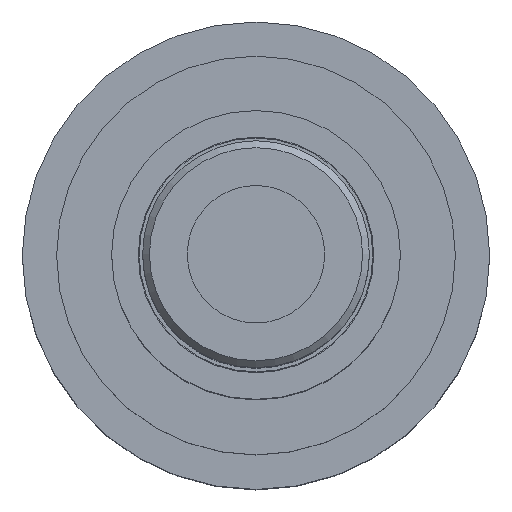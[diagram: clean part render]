
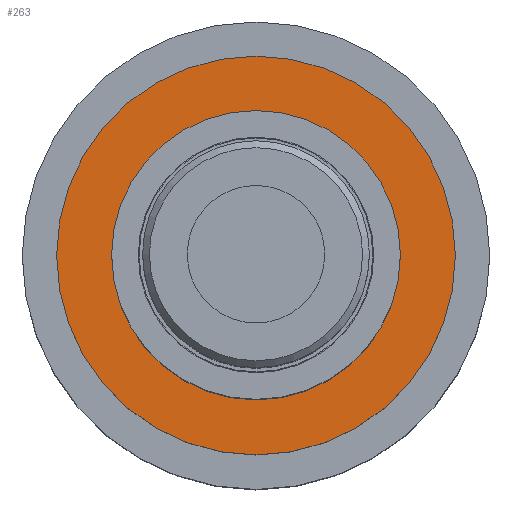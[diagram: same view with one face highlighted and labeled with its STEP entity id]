
A CAD part, top view. The second image highlights one B-rep face of the part: STEP entity #263.
In plain terms, the highlighted planar face has unit normal (0, 0, 1).
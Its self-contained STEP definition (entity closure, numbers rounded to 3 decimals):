
#229=CARTESIAN_POINT('',(0.,-14.5,60.5));
#230=VERTEX_POINT('',#229);
#231=CARTESIAN_POINT('',(0.,0.,60.5));
#232=DIRECTION('',(0.0,0.0,-1.0));
#233=DIRECTION('',(0.0,-1.0,0.0));
#234=AXIS2_PLACEMENT_3D('',#231,#232,#233);
#235=CIRCLE('',#234,14.5);
#236=EDGE_CURVE('',#230,#230,#235,.T.);
#244=CARTESIAN_POINT('',(0.,-12.5,60.5));
#245=DIRECTION('',(0.0,0.0,-1.0));
#246=DIRECTION('',(-1.0,0.0,0.0));
#247=AXIS2_PLACEMENT_3D('',#244,#245,#246);
#248=PLANE('',#247);
#249=ORIENTED_EDGE('',*,*,#236,.F.);
#250=EDGE_LOOP('',(#249));
#251=FACE_OUTER_BOUND('',#250,.T.);
#252=CARTESIAN_POINT('',(0.,-10.5,60.5));
#253=VERTEX_POINT('',#252);
#254=CARTESIAN_POINT('',(0.,0.,60.5));
#255=DIRECTION('',(0.0,0.0,-1.0));
#256=DIRECTION('',(0.0,-1.0,0.0));
#257=AXIS2_PLACEMENT_3D('',#254,#255,#256);
#258=CIRCLE('',#257,10.5);
#259=EDGE_CURVE('',#253,#253,#258,.T.);
#260=ORIENTED_EDGE('',*,*,#259,.T.);
#261=EDGE_LOOP('',(#260));
#262=FACE_BOUND('',#261,.T.);
#263=ADVANCED_FACE('',(#251,#262),#248,.F.);
